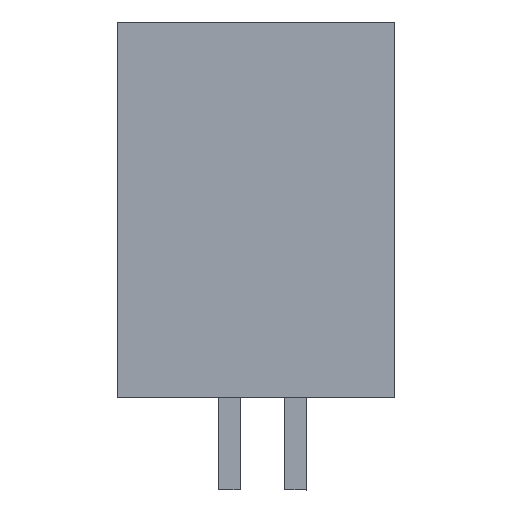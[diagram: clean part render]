
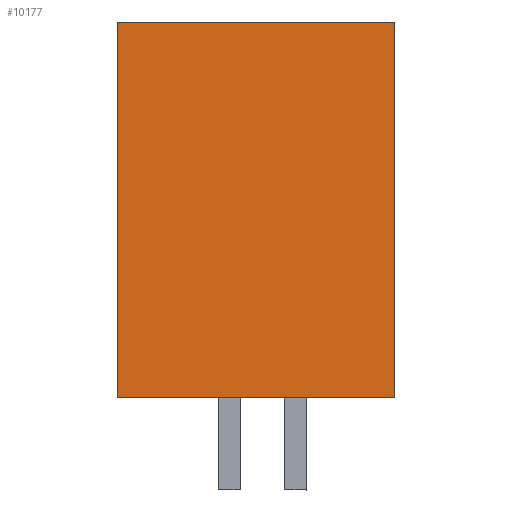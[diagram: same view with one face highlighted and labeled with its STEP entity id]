
A CAD part, left-side view. The second image highlights one B-rep face of the part: STEP entity #10177.
In plain terms, the highlighted planar face has unit normal (-1, 0, 0).
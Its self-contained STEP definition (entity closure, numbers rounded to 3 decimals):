
#10157=AXIS2_PLACEMENT_3D('Plane Axis2P3D',#10154,#10155,#10156) ;
#1731=CARTESIAN_POINT('Vertex',(0.,0.,3.5)) ;
#1734=CARTESIAN_POINT('Line Origine',(0.,5.25,3.5)) ;
#1738=CARTESIAN_POINT('Vertex',(0.,10.5,3.5)) ;
#3486=CARTESIAN_POINT('Line Origine',(0.,0.,10.6)) ;
#3490=CARTESIAN_POINT('Vertex',(0.,0.,17.7)) ;
#10154=CARTESIAN_POINT('Axis2P3D Location',(0.,10.5,0.)) ;
#10159=CARTESIAN_POINT('Line Origine',(0.,10.5,10.6)) ;
#10163=CARTESIAN_POINT('Vertex',(0.,10.5,17.7)) ;
#10166=CARTESIAN_POINT('Line Origine',(0.,5.25,17.7)) ;
#1735=DIRECTION('Vector Direction',(0.,-1.,0.)) ;
#3487=DIRECTION('Vector Direction',(0.,0.,1.)) ;
#10155=DIRECTION('Axis2P3D Direction',(-1.,0.,0.)) ;
#10156=DIRECTION('Axis2P3D XDirection',(0.,-1.,0.)) ;
#10160=DIRECTION('Vector Direction',(0.,0.,1.)) ;
#10167=DIRECTION('Vector Direction',(0.,-1.,0.)) ;
#1736=VECTOR('Line Direction',#1735,1.) ;
#3488=VECTOR('Line Direction',#3487,1.) ;
#10161=VECTOR('Line Direction',#10160,1.) ;
#10168=VECTOR('Line Direction',#10167,1.) ;
#10172=ORIENTED_EDGE('',*,*,#10165,.T.) ;
#10173=ORIENTED_EDGE('',*,*,#1740,.T.) ;
#10174=ORIENTED_EDGE('',*,*,#3492,.T.) ;
#10175=ORIENTED_EDGE('',*,*,#10170,.T.) ;
#10177=ADVANCED_FACE('HOUSING',(#10176),#10158,.T.) ;
#1740=EDGE_CURVE('',#1739,#1732,#1737,.T.) ;
#3492=EDGE_CURVE('',#1732,#3491,#3489,.T.) ;
#10165=EDGE_CURVE('',#10164,#1739,#10162,.F.) ;
#10170=EDGE_CURVE('',#3491,#10164,#10169,.F.) ;
#10171=EDGE_LOOP('',(#10172,#10173,#10174,#10175)) ;
#10176=FACE_OUTER_BOUND('',#10171,.T.) ;
#1737=LINE('Line',#1734,#1736) ;
#3489=LINE('Line',#3486,#3488) ;
#10162=LINE('Line',#10159,#10161) ;
#10169=LINE('Line',#10166,#10168) ;
#10158=PLANE('',#10157) ;
#1732=VERTEX_POINT('',#1731) ;
#1739=VERTEX_POINT('',#1738) ;
#3491=VERTEX_POINT('',#3490) ;
#10164=VERTEX_POINT('',#10163) ;
